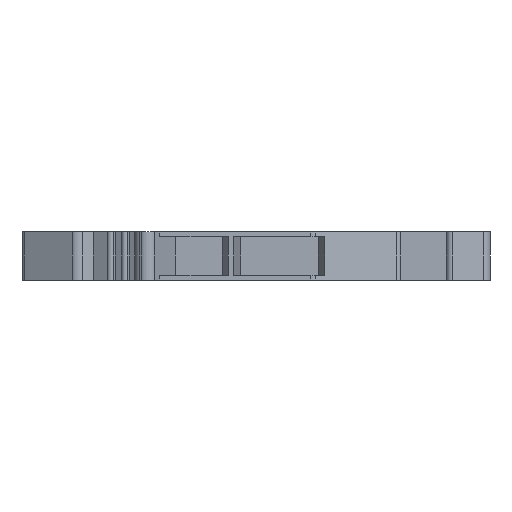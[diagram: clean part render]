
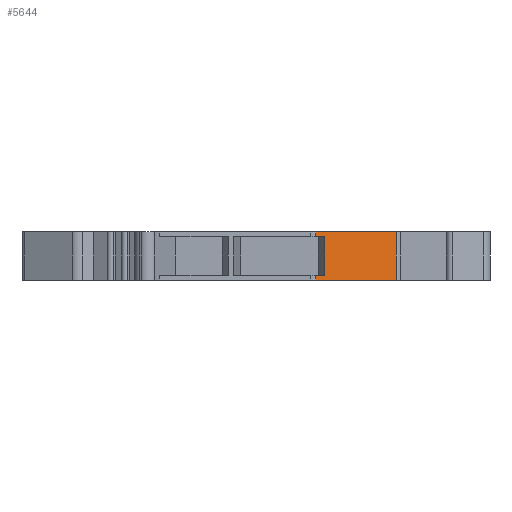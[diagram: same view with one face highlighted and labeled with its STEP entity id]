
A CAD part, left-side view. The second image highlights one B-rep face of the part: STEP entity #5644.
In plain terms, the highlighted planar face has unit normal (-0.866, -0.5, 0).
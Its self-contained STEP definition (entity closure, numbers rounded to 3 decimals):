
#300=DIRECTION('',(0.5,-0.866,0.));
#301=VECTOR('',#300,10.064);
#302=CARTESIAN_POINT('',(-29.966,12.627,-2.6));
#303=LINE('',#302,#301);
#1249=DIRECTION('',(0.5,-0.866,0.));
#1250=VECTOR('',#1249,10.064);
#1251=CARTESIAN_POINT('',(-29.966,12.627,2.6));
#1252=LINE('',#1251,#1250);
#2109=DIRECTION('',(0.5,-0.866,0.));
#2110=VECTOR('',#2109,1.147);
#2111=CARTESIAN_POINT('',(-29.966,12.627,-2.1));
#2112=LINE('',#2111,#2110);
#2113=DIRECTION('',(0.,0.,1.));
#2114=VECTOR('',#2113,4.2);
#2115=CARTESIAN_POINT('',(-29.392,11.633,-2.1));
#2116=LINE('',#2115,#2114);
#2117=DIRECTION('',(0.5,-0.866,0.));
#2118=VECTOR('',#2117,1.147);
#2119=CARTESIAN_POINT('',(-29.966,12.627,2.1));
#2120=LINE('',#2119,#2118);
#2121=DIRECTION('',(0.,0.,1.));
#2122=VECTOR('',#2121,0.5);
#2123=CARTESIAN_POINT('',(-29.966,12.627,2.1));
#2124=LINE('',#2123,#2122);
#2125=DIRECTION('',(0.,0.,1.));
#2126=VECTOR('',#2125,0.5);
#2127=CARTESIAN_POINT('',(-29.966,12.627,-2.6));
#2128=LINE('',#2127,#2126);
#2137=DIRECTION('',(0.,0.,1.));
#2138=VECTOR('',#2137,5.2);
#2139=CARTESIAN_POINT('',(-24.934,3.911,-2.6));
#2140=LINE('',#2139,#2138);
#2906=CARTESIAN_POINT('',(-29.966,12.627,-2.6));
#2907=VERTEX_POINT('',#2906);
#2908=CARTESIAN_POINT('',(-24.934,3.911,-2.6));
#2909=VERTEX_POINT('',#2908);
#3194=CARTESIAN_POINT('',(-29.966,12.627,2.6));
#3195=VERTEX_POINT('',#3194);
#3196=CARTESIAN_POINT('',(-24.934,3.911,2.6));
#3197=VERTEX_POINT('',#3196);
#3704=CARTESIAN_POINT('',(-29.966,12.627,-2.1));
#3705=VERTEX_POINT('',#3704);
#3706=CARTESIAN_POINT('',(-29.966,12.627,2.1));
#3707=VERTEX_POINT('',#3706);
#3708=CARTESIAN_POINT('',(-29.392,11.633,-2.1));
#3709=VERTEX_POINT('',#3708);
#3710=CARTESIAN_POINT('',(-29.392,11.633,2.1));
#3711=VERTEX_POINT('',#3710);
#5627=CARTESIAN_POINT('',(-29.966,12.627,-2.6));
#5628=DIRECTION('',(-0.866,-0.5,0.));
#5629=DIRECTION('',(0.5,-0.866,0.));
#5630=AXIS2_PLACEMENT_3D('',#5627,#5628,#5629);
#5631=PLANE('',#5630);
#5632=ORIENTED_EDGE('',*,*,#5464,.T.);
#5634=ORIENTED_EDGE('',*,*,#5633,.T.);
#5635=ORIENTED_EDGE('',*,*,#5542,.F.);
#5636=ORIENTED_EDGE('',*,*,#5622,.T.);
#5637=ORIENTED_EDGE('',*,*,#4495,.T.);
#5639=ORIENTED_EDGE('',*,*,#5638,.F.);
#5640=ORIENTED_EDGE('',*,*,#3815,.F.);
#5641=ORIENTED_EDGE('',*,*,#5607,.T.);
#5642=EDGE_LOOP('',(#5632,#5634,#5635,#5636,#5637,#5639,#5640,#5641));
#5643=FACE_OUTER_BOUND('',#5642,.F.);
#3815=EDGE_CURVE('',#2907,#2909,#303,.T.);
#4495=EDGE_CURVE('',#3195,#3197,#1252,.T.);
#5464=EDGE_CURVE('',#3705,#3709,#2112,.T.);
#5542=EDGE_CURVE('',#3707,#3711,#2120,.T.);
#5607=EDGE_CURVE('',#2907,#3705,#2128,.T.);
#5622=EDGE_CURVE('',#3707,#3195,#2124,.T.);
#5633=EDGE_CURVE('',#3709,#3711,#2116,.T.);
#5638=EDGE_CURVE('',#2909,#3197,#2140,.T.);
#5644=ADVANCED_FACE('',(#5643),#5631,.T.);
